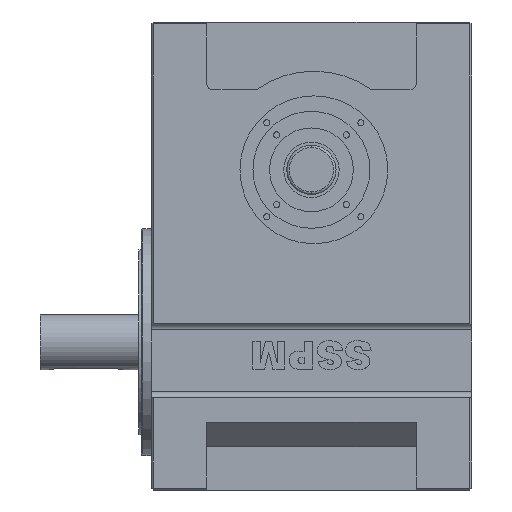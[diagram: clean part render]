
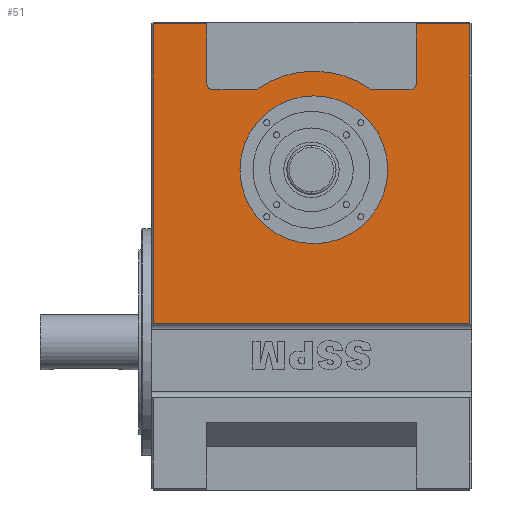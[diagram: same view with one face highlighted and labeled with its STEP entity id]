
A CAD part, left-side view. The second image highlights one B-rep face of the part: STEP entity #51.
In plain terms, the highlighted planar face has unit normal (-1, 0, 0).
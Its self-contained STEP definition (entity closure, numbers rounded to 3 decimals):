
#51 = ADVANCED_FACE ( 'NONE', ( #6854, #2400 ), #12787, .F. ) ;
#123 = ORIENTED_EDGE ( 'NONE', *, *, #15815, .T. ) ;
#255 = CIRCLE ( 'NONE', #12785, 80. ) ;
#384 = CARTESIAN_POINT ( 'NONE',  ( -240., 210., -55. ) ) ;
#439 = EDGE_CURVE ( 'NONE', #649, #17300, #10678, .T. ) ;
#649 = VERTEX_POINT ( 'NONE', #3434 ) ;
#732 = EDGE_CURVE ( 'NONE', #3711, #13048, #4305, .T. ) ;
#745 = DIRECTION ( 'NONE',  ( 1., 0., 0. ) ) ;
#975 = AXIS2_PLACEMENT_3D ( 'NONE', #3155, #14097, #14162 ) ;
#1157 = ORIENTED_EDGE ( 'NONE', *, *, #15716, .T. ) ;
#1164 = VERTEX_POINT ( 'NONE', #11097 ) ;
#1238 = VECTOR ( 'NONE', #6810, 1000. ) ;
#1244 = CARTESIAN_POINT ( 'NONE',  ( -240., 210., -55. ) ) ;
#1627 = ORIENTED_EDGE ( 'NONE', *, *, #3695, .T. ) ;
#2095 = AXIS2_PLACEMENT_3D ( 'NONE', #5769, #15339, #13907 ) ;
#2146 = DIRECTION ( 'NONE',  ( -1., 0., 0. ) ) ;
#2247 = DIRECTION ( 'NONE',  ( 0., 1., 0. ) ) ;
#2400 = FACE_BOUND ( 'NONE', #9712, .T. ) ;
#2627 = VECTOR ( 'NONE', #10283, 1000. ) ;
#2799 = EDGE_CURVE ( 'NONE', #5057, #9673, #13567, .T. ) ;
#2861 = ORIENTED_EDGE ( 'NONE', *, *, #439, .T. ) ;
#2908 = ORIENTED_EDGE ( 'NONE', *, *, #3245, .T. ) ;
#3072 = CARTESIAN_POINT ( 'NONE',  ( -240., 215., -50. ) ) ;
#3155 = CARTESIAN_POINT ( 'NONE',  ( -240., 260., 0. ) ) ;
#3245 = EDGE_CURVE ( 'NONE', #15329, #1164, #11216, .T. ) ;
#3434 = CARTESIAN_POINT ( 'NONE',  ( -240., 45., -50. ) ) ;
#3469 = VERTEX_POINT ( 'NONE', #12164 ) ;
#3616 = VECTOR ( 'NONE', #12180, 1000. ) ;
#3695 = EDGE_CURVE ( 'NONE', #1164, #15329, #6929, .T. ) ;
#3711 = VERTEX_POINT ( 'NONE', #6142 ) ;
#3714 = VERTEX_POINT ( 'NONE', #10354 ) ;
#4305 = LINE ( 'NONE', #8572, #13440 ) ;
#4615 = CARTESIAN_POINT ( 'NONE',  ( -240., 128., -120. ) ) ;
#4640 = VECTOR ( 'NONE', #2247, 1000. ) ;
#4999 = DIRECTION ( 'NONE',  ( 1., 0., 0. ) ) ;
#5036 = EDGE_LOOP ( 'NONE', ( #11174, #123, #6358, #1157, #2861, #12009, #16906, #17199, #10165, #12319, #5628, #8057, #7727 ) ) ;
#5057 = VERTEX_POINT ( 'NONE', #12000 ) ;
#5201 = LINE ( 'NONE', #15823, #2627 ) ;
#5296 = CARTESIAN_POINT ( 'NONE',  ( -240., 128., -40. ) ) ;
#5302 = AXIS2_PLACEMENT_3D ( 'NONE', #17691, #14779, #12256 ) ;
#5495 = EDGE_CURVE ( 'NONE', #3714, #6682, #14116, .T. ) ;
#5506 = EDGE_CURVE ( 'NONE', #13987, #3469, #255, .T. ) ;
#5628 = ORIENTED_EDGE ( 'NONE', *, *, #6558, .T. ) ;
#5689 = EDGE_CURVE ( 'NONE', #17300, #11774, #15600, .T. ) ;
#5731 = CARTESIAN_POINT ( 'NONE',  ( -240., 258.5, -1.5 ) ) ;
#5769 = CARTESIAN_POINT ( 'NONE',  ( -240., 128., -120. ) ) ;
#5933 = LINE ( 'NONE', #17625, #3616 ) ;
#6142 = CARTESIAN_POINT ( 'NONE',  ( -240., 215., -1.5 ) ) ;
#6358 = ORIENTED_EDGE ( 'NONE', *, *, #5495, .T. ) ;
#6558 = EDGE_CURVE ( 'NONE', #15918, #3711, #12840, .T. ) ;
#6682 = VERTEX_POINT ( 'NONE', #15652 ) ;
#6810 = DIRECTION ( 'NONE',  ( 0., 0., 1. ) ) ;
#6854 = FACE_OUTER_BOUND ( 'NONE', #5036, .T. ) ;
#6929 = CIRCLE ( 'NONE', #9683, 60. ) ;
#7007 = CARTESIAN_POINT ( 'NONE',  ( -240., 81.363, -55. ) ) ;
#7036 = CARTESIAN_POINT ( 'NONE',  ( -240., 258.5, -245. ) ) ;
#7510 = CARTESIAN_POINT ( 'NONE',  ( -240., 260., -1.5 ) ) ;
#7511 = CARTESIAN_POINT ( 'NONE',  ( -240., 50., -55. ) ) ;
#7727 = ORIENTED_EDGE ( 'NONE', *, *, #11330, .T. ) ;
#7977 = CARTESIAN_POINT ( 'NONE',  ( -240., 50., -50. ) ) ;
#8057 = ORIENTED_EDGE ( 'NONE', *, *, #732, .T. ) ;
#8271 = DIRECTION ( 'NONE',  ( 0., 1., 0. ) ) ;
#8373 = EDGE_CURVE ( 'NONE', #11774, #13987, #8513, .T. ) ;
#8513 = CIRCLE ( 'NONE', #2095, 80. ) ;
#8572 = CARTESIAN_POINT ( 'NONE',  ( -240., 260., -1.5 ) ) ;
#9400 = AXIS2_PLACEMENT_3D ( 'NONE', #7977, #4999, #17398 ) ;
#9673 = VERTEX_POINT ( 'NONE', #7036 ) ;
#9683 = AXIS2_PLACEMENT_3D ( 'NONE', #4615, #14117, #15488 ) ;
#9712 = EDGE_LOOP ( 'NONE', ( #1627, #2908 ) ) ;
#10165 = ORIENTED_EDGE ( 'NONE', *, *, #12102, .T. ) ;
#10283 = DIRECTION ( 'NONE',  ( 0., 0., -1. ) ) ;
#10354 = CARTESIAN_POINT ( 'NONE',  ( -240., 1.5, -1.5 ) ) ;
#10678 = CIRCLE ( 'NONE', #9400, 5. ) ;
#10888 = CARTESIAN_POINT ( 'NONE',  ( -240., 128., -180. ) ) ;
#11017 = CARTESIAN_POINT ( 'NONE',  ( -240., 215., 0. ) ) ;
#11097 = CARTESIAN_POINT ( 'NONE',  ( -240., 128., -60. ) ) ;
#11102 = CARTESIAN_POINT ( 'NONE',  ( -240., 1.5, 0. ) ) ;
#11174 = ORIENTED_EDGE ( 'NONE', *, *, #2799, .F. ) ;
#11216 = CIRCLE ( 'NONE', #16762, 60. ) ;
#11330 = EDGE_CURVE ( 'NONE', #13048, #9673, #5201, .T. ) ;
#11765 = CARTESIAN_POINT ( 'NONE',  ( -240., 81.363, -55. ) ) ;
#11774 = VERTEX_POINT ( 'NONE', #11765 ) ;
#12000 = CARTESIAN_POINT ( 'NONE',  ( -240., 1.5, -245. ) ) ;
#12009 = ORIENTED_EDGE ( 'NONE', *, *, #5689, .T. ) ;
#12102 = EDGE_CURVE ( 'NONE', #3469, #16021, #16234, .T. ) ;
#12164 = CARTESIAN_POINT ( 'NONE',  ( -240., 174.637, -55. ) ) ;
#12180 = DIRECTION ( 'NONE',  ( 0., 0., -1. ) ) ;
#12256 = DIRECTION ( 'NONE',  ( 0., 0., -1. ) ) ;
#12319 = ORIENTED_EDGE ( 'NONE', *, *, #13379, .T. ) ;
#12458 = DIRECTION ( 'NONE',  ( 0., 1., 0. ) ) ;
#12774 = CIRCLE ( 'NONE', #5302, 5. ) ;
#12785 = AXIS2_PLACEMENT_3D ( 'NONE', #12865, #2146, #14668 ) ;
#12787 = PLANE ( 'NONE',  #975 ) ;
#12840 = LINE ( 'NONE', #11017, #16055 ) ;
#12865 = CARTESIAN_POINT ( 'NONE',  ( -240., 128., -120. ) ) ;
#12952 = CARTESIAN_POINT ( 'NONE',  ( -240., 128., -120. ) ) ;
#12959 = LINE ( 'NONE', #11102, #1238 ) ;
#13048 = VERTEX_POINT ( 'NONE', #5731 ) ;
#13379 = EDGE_CURVE ( 'NONE', #16021, #15918, #12774, .T. ) ;
#13440 = VECTOR ( 'NONE', #12458, 1000. ) ;
#13567 = LINE ( 'NONE', #14402, #4640 ) ;
#13862 = DIRECTION ( 'NONE',  ( 0., 0., 1. ) ) ;
#13907 = DIRECTION ( 'NONE',  ( 0., 0., -1. ) ) ;
#13987 = VERTEX_POINT ( 'NONE', #5296 ) ;
#14097 = DIRECTION ( 'NONE',  ( 1., 0., 0. ) ) ;
#14116 = LINE ( 'NONE', #7510, #15175 ) ;
#14117 = DIRECTION ( 'NONE',  ( 1., 0., 0. ) ) ;
#14162 = DIRECTION ( 'NONE',  ( 0., 1., 0. ) ) ;
#14402 = CARTESIAN_POINT ( 'NONE',  ( -240., 0., -245. ) ) ;
#14668 = DIRECTION ( 'NONE',  ( 0., 0., -1. ) ) ;
#14779 = DIRECTION ( 'NONE',  ( 1., 0., 0. ) ) ;
#14835 = DIRECTION ( 'NONE',  ( 0., 1., 0. ) ) ;
#14954 = VECTOR ( 'NONE', #14835, 1000. ) ;
#15175 = VECTOR ( 'NONE', #15776, 1000. ) ;
#15329 = VERTEX_POINT ( 'NONE', #10888 ) ;
#15339 = DIRECTION ( 'NONE',  ( -1., 0., 0. ) ) ;
#15488 = DIRECTION ( 'NONE',  ( 0., 0., -1. ) ) ;
#15600 = LINE ( 'NONE', #7007, #15818 ) ;
#15652 = CARTESIAN_POINT ( 'NONE',  ( -240., 45., -1.5 ) ) ;
#15716 = EDGE_CURVE ( 'NONE', #6682, #649, #5933, .T. ) ;
#15776 = DIRECTION ( 'NONE',  ( 0., 1., 0. ) ) ;
#15815 = EDGE_CURVE ( 'NONE', #5057, #3714, #12959, .T. ) ;
#15818 = VECTOR ( 'NONE', #8271, 1000. ) ;
#15823 = CARTESIAN_POINT ( 'NONE',  ( -240., 258.5, -245. ) ) ;
#15918 = VERTEX_POINT ( 'NONE', #3072 ) ;
#16021 = VERTEX_POINT ( 'NONE', #384 ) ;
#16055 = VECTOR ( 'NONE', #13862, 1000. ) ;
#16234 = LINE ( 'NONE', #1244, #14954 ) ;
#16762 = AXIS2_PLACEMENT_3D ( 'NONE', #12952, #745, #17071 ) ;
#16906 = ORIENTED_EDGE ( 'NONE', *, *, #8373, .T. ) ;
#17071 = DIRECTION ( 'NONE',  ( 0., 0., -1. ) ) ;
#17199 = ORIENTED_EDGE ( 'NONE', *, *, #5506, .T. ) ;
#17300 = VERTEX_POINT ( 'NONE', #7511 ) ;
#17398 = DIRECTION ( 'NONE',  ( 0., 0., -1. ) ) ;
#17625 = CARTESIAN_POINT ( 'NONE',  ( -240., 45., 0. ) ) ;
#17691 = CARTESIAN_POINT ( 'NONE',  ( -240., 210., -50. ) ) ;
